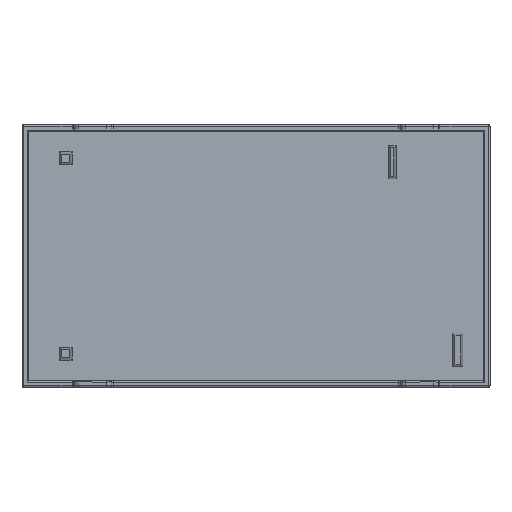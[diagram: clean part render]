
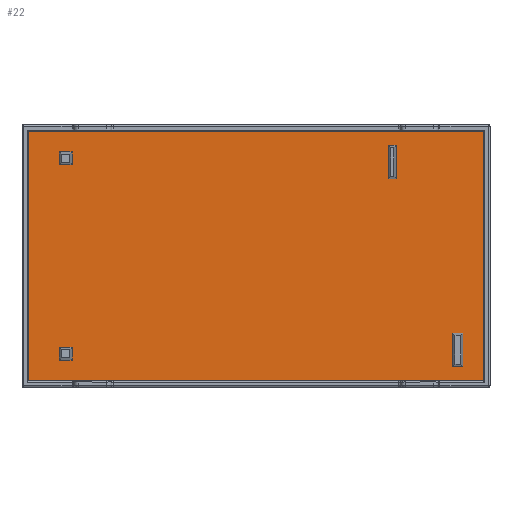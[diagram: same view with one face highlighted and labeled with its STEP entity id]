
A CAD part, front view. The second image highlights one B-rep face of the part: STEP entity #22.
In plain terms, the highlighted planar face has unit normal (0, -1, 0).
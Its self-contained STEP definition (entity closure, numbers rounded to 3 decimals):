
#22 = ADVANCED_FACE ( 'NONE', ( #762 ), #1775, .F. ) ;
#42 = DIRECTION ( 'NONE',  ( 0., 0., 1. ) ) ;
#187 = EDGE_CURVE ( 'NONE', #3941, #1586, #2765, .T. ) ;
#275 = EDGE_LOOP ( 'NONE', ( #1317, #3422, #3189, #3888 ) ) ;
#762 = FACE_OUTER_BOUND ( 'NONE', #275, .T. ) ;
#926 = LINE ( 'NONE', #3935, #2213 ) ;
#1040 = CARTESIAN_POINT ( 'NONE',  ( 0., 0.1, 0. ) ) ;
#1317 = ORIENTED_EDGE ( 'NONE', *, *, #4659, .T. ) ;
#1586 = VERTEX_POINT ( 'NONE', #2912 ) ;
#1669 = CARTESIAN_POINT ( 'NONE',  ( 8.85, 0.1, 4.85 ) ) ;
#1750 = DIRECTION ( 'NONE',  ( 0., 0., 1. ) ) ;
#1775 = PLANE ( 'NONE',  #2116 ) ;
#1780 = CARTESIAN_POINT ( 'NONE',  ( -8.85, 0.1, 4.85 ) ) ;
#2116 = AXIS2_PLACEMENT_3D ( 'NONE', #1040, #3025, #42 ) ;
#2165 = CARTESIAN_POINT ( 'NONE',  ( 8.85, 0.1, -4.85 ) ) ;
#2213 = VECTOR ( 'NONE', #4133, 1000. ) ;
#2274 = VECTOR ( 'NONE', #4264, 1000. ) ;
#2528 = EDGE_CURVE ( 'NONE', #1586, #2949, #926, .T. ) ;
#2643 = CARTESIAN_POINT ( 'NONE',  ( 8.85, 0.1, -4.85 ) ) ;
#2765 = LINE ( 'NONE', #3102, #2274 ) ;
#2900 = DIRECTION ( 'NONE',  ( -1., 0., 0. ) ) ;
#2912 = CARTESIAN_POINT ( 'NONE',  ( -8.85, 0.1, -4.85 ) ) ;
#2918 = LINE ( 'NONE', #2165, #4116 ) ;
#2949 = VERTEX_POINT ( 'NONE', #2643 ) ;
#3025 = DIRECTION ( 'NONE',  ( 0., 1., 0. ) ) ;
#3102 = CARTESIAN_POINT ( 'NONE',  ( -8.85, 0.1, -4.85 ) ) ;
#3189 = ORIENTED_EDGE ( 'NONE', *, *, #187, .T. ) ;
#3302 = CARTESIAN_POINT ( 'NONE',  ( -8.85, 0.1, 4.85 ) ) ;
#3422 = ORIENTED_EDGE ( 'NONE', *, *, #4328, .T. ) ;
#3483 = VERTEX_POINT ( 'NONE', #1669 ) ;
#3888 = ORIENTED_EDGE ( 'NONE', *, *, #2528, .T. ) ;
#3935 = CARTESIAN_POINT ( 'NONE',  ( -8.85, 0.1, -4.85 ) ) ;
#3941 = VERTEX_POINT ( 'NONE', #3302 ) ;
#4116 = VECTOR ( 'NONE', #1750, 1000. ) ;
#4133 = DIRECTION ( 'NONE',  ( 1., 0., 0. ) ) ;
#4264 = DIRECTION ( 'NONE',  ( 0., 0., -1. ) ) ;
#4328 = EDGE_CURVE ( 'NONE', #3483, #3941, #4397, .T. ) ;
#4397 = LINE ( 'NONE', #1780, #4571 ) ;
#4571 = VECTOR ( 'NONE', #2900, 1000. ) ;
#4659 = EDGE_CURVE ( 'NONE', #2949, #3483, #2918, .T. ) ;
